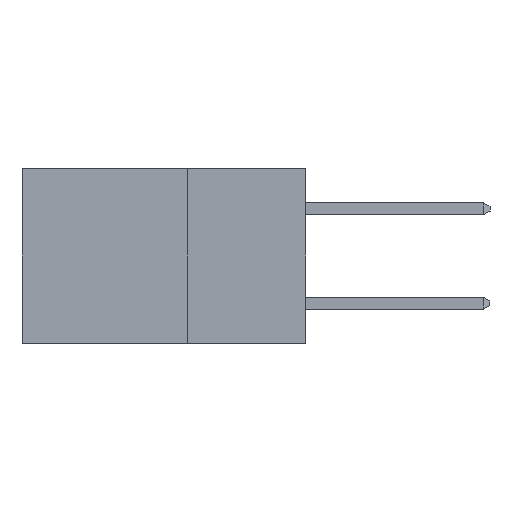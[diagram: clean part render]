
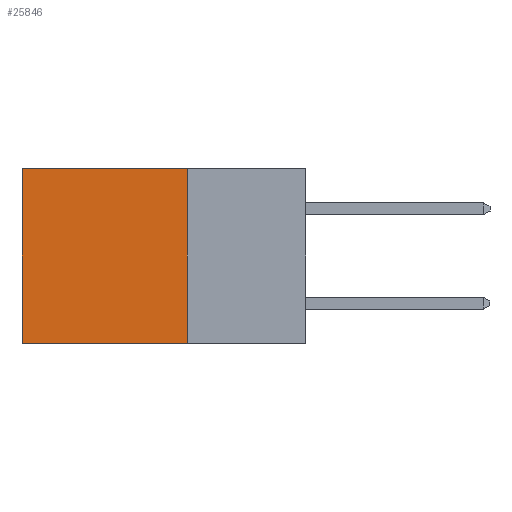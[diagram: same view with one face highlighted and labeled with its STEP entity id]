
A CAD part, left-side view. The second image highlights one B-rep face of the part: STEP entity #25846.
In plain terms, the highlighted planar face has unit normal (-1, 0, 0).
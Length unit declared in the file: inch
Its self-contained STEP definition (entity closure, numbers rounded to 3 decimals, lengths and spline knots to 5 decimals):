
#920 = CARTESIAN_POINT ( 'NONE',  ( 0.298, 0.25, -0.37 ) ) ;
#1498 = VERTEX_POINT ( 'NONE', #11988 ) ;
#1582 = DIRECTION ( 'NONE',  ( 0., 1., 0. ) ) ;
#1971 = CARTESIAN_POINT ( 'NONE',  ( 0.298, 0.25, 0. ) ) ;
#2124 = EDGE_CURVE ( 'NONE', #1498, #26423, #21364, .T. ) ;
#3115 = PLANE ( 'NONE',  #21741 ) ;
#3416 = ORIENTED_EDGE ( 'NONE', *, *, #17771, .T. ) ;
#3885 = ORIENTED_EDGE ( 'NONE', *, *, #2124, .F. ) ;
#5326 = CARTESIAN_POINT ( 'NONE',  ( 0.298, 0.6, 0. ) ) ;
#5586 = LINE ( 'NONE', #1971, #10586 ) ;
#6302 = VERTEX_POINT ( 'NONE', #22213 ) ;
#7533 = CARTESIAN_POINT ( 'NONE',  ( 0.298, 0.25, 0. ) ) ;
#8019 = CARTESIAN_POINT ( 'NONE',  ( 0.298, 0.25, 0. ) ) ;
#8340 = DIRECTION ( 'NONE',  ( 0., 0., -1. ) ) ;
#9689 = DIRECTION ( 'NONE',  ( 0., 0., -1. ) ) ;
#9733 = EDGE_LOOP ( 'NONE', ( #3416, #3885, #10375, #26395 ) ) ;
#10375 = ORIENTED_EDGE ( 'NONE', *, *, #13030, .F. ) ;
#10586 = VECTOR ( 'NONE', #8340, 39.37008 ) ;
#11988 = CARTESIAN_POINT ( 'NONE',  ( 0.298, 0.25, -0.37 ) ) ;
#12221 = VECTOR ( 'NONE', #18061, 39.37008 ) ;
#13030 = EDGE_CURVE ( 'NONE', #16690, #1498, #5586, .T. ) ;
#14403 = DIRECTION ( 'NONE',  ( 0., 1., 0. ) ) ;
#16690 = VERTEX_POINT ( 'NONE', #20716 ) ;
#16705 = EDGE_CURVE ( 'NONE', #16690, #6302, #17190, .T. ) ;
#17190 = LINE ( 'NONE', #8019, #22199 ) ;
#17771 = EDGE_CURVE ( 'NONE', #6302, #26423, #23469, .T. ) ;
#18061 = DIRECTION ( 'NONE',  ( 0., 0., -1. ) ) ;
#20365 = FACE_OUTER_BOUND ( 'NONE', #9733, .T. ) ;
#20716 = CARTESIAN_POINT ( 'NONE',  ( 0.298, 0.25, 0. ) ) ;
#21364 = LINE ( 'NONE', #920, #26879 ) ;
#21741 = AXIS2_PLACEMENT_3D ( 'NONE', #7533, #22404, #9689 ) ;
#22199 = VECTOR ( 'NONE', #14403, 39.37008 ) ;
#22213 = CARTESIAN_POINT ( 'NONE',  ( 0.298, 0.6, 0. ) ) ;
#22404 = DIRECTION ( 'NONE',  ( 1., 0., 0. ) ) ;
#23469 = LINE ( 'NONE', #5326, #12221 ) ;
#24257 = CARTESIAN_POINT ( 'NONE',  ( 0.298, 0.6, -0.37 ) ) ;
#25846 = ADVANCED_FACE ( 'NONE', ( #20365 ), #3115, .F. ) ;
#26395 = ORIENTED_EDGE ( 'NONE', *, *, #16705, .T. ) ;
#26423 = VERTEX_POINT ( 'NONE', #24257 ) ;
#26879 = VECTOR ( 'NONE', #1582, 39.37008 ) ;
